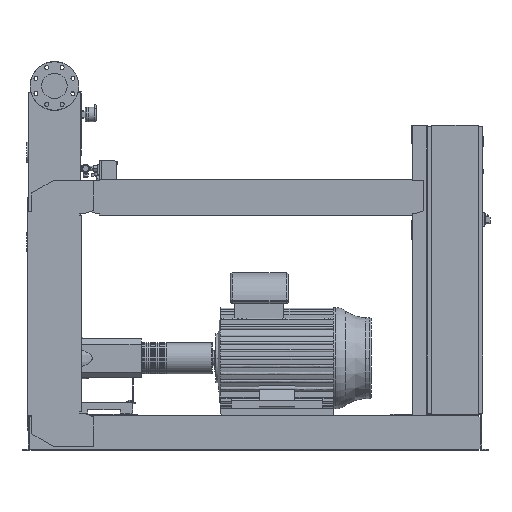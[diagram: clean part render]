
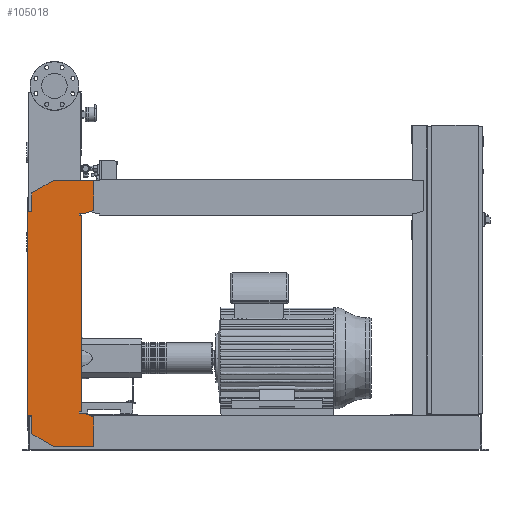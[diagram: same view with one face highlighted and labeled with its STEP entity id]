
A CAD part, front view. The second image highlights one B-rep face of the part: STEP entity #105018.
In plain terms, the highlighted free-form (B-spline) face has degree [1, 1] with [2, 2] control points.
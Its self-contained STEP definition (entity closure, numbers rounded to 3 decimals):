
#104503=CARTESIAN_POINT('',(-102.0,-322.5,1076.0));
#104504=VERTEX_POINT('',#104503);
#104511=CARTESIAN_POINT('',(-102.0,-322.5,1158.574));
#104512=VERTEX_POINT('',#104511);
#104513=CARTESIAN_POINT('',(-102.0,-322.5,1076.0));
#104514=DIRECTION('',(0.0,0.0,1.0));
#104515=VECTOR('',#104514,82.574);
#104516=LINE('',#104513,#104515);
#104517=EDGE_CURVE('',#104504,#104512,#104516,.T.);
#104535=CARTESIAN_POINT('',(-6.,-322.5,1214.0));
#104536=VERTEX_POINT('',#104535);
#104537=CARTESIAN_POINT('',(-102.0,-322.5,1158.574));
#104538=DIRECTION('',(0.866,0.0,0.5));
#104539=VECTOR('',#104538,110.851);
#104540=LINE('',#104537,#104539);
#104541=EDGE_CURVE('',#104512,#104536,#104540,.T.);
#104559=CARTESIAN_POINT('',(177.0,-322.5,1214.0));
#104560=VERTEX_POINT('',#104559);
#104561=CARTESIAN_POINT('',(-6.,-322.5,1214.0));
#104562=DIRECTION('',(1.0,0.0,0.0));
#104563=VECTOR('',#104562,183.0);
#104564=LINE('',#104561,#104563);
#104565=EDGE_CURVE('',#104536,#104560,#104564,.T.);
#104583=CARTESIAN_POINT('',(177.0,-322.5,1080.379));
#104584=VERTEX_POINT('',#104583);
#104585=CARTESIAN_POINT('',(177.0,-322.5,1214.0));
#104586=DIRECTION('',(0.0,0.0,-1.0));
#104587=VECTOR('',#104586,133.621);
#104588=LINE('',#104585,#104587);
#104589=EDGE_CURVE('',#104560,#104584,#104588,.T.);
#104607=CARTESIAN_POINT('',(132.,-322.5,1064.0));
#104608=VERTEX_POINT('',#104607);
#104609=CARTESIAN_POINT('',(177.0,-322.5,1080.379));
#104610=DIRECTION('',(-0.94,0.0,-0.342));
#104611=VECTOR('',#104610,47.888);
#104612=LINE('',#104609,#104611);
#104613=EDGE_CURVE('',#104584,#104608,#104612,.T.);
#104631=CARTESIAN_POINT('',(112.0,-322.5,1064.0));
#104632=VERTEX_POINT('',#104631);
#104633=CARTESIAN_POINT('',(132.,-322.5,1064.0));
#104634=DIRECTION('',(-1.0,0.0,0.0));
#104635=VECTOR('',#104634,20.);
#104636=LINE('',#104633,#104635);
#104637=EDGE_CURVE('',#104608,#104632,#104636,.T.);
#104655=CARTESIAN_POINT('',(112.0,-322.5,1056.0));
#104656=VERTEX_POINT('',#104655);
#104657=CARTESIAN_POINT('',(112.0,-322.5,1064.0));
#104658=DIRECTION('',(0.0,0.0,-1.0));
#104659=VECTOR('',#104658,8.0);
#104660=LINE('',#104657,#104659);
#104661=EDGE_CURVE('',#104632,#104656,#104660,.T.);
#104679=CARTESIAN_POINT('',(120.,-322.5,1056.0));
#104680=VERTEX_POINT('',#104679);
#104681=CARTESIAN_POINT('',(112.0,-322.5,1056.0));
#104682=DIRECTION('',(1.0,0.0,0.0));
#104683=VECTOR('',#104682,8.);
#104684=LINE('',#104681,#104683);
#104685=EDGE_CURVE('',#104656,#104680,#104684,.T.);
#104703=CARTESIAN_POINT('',(120.,-322.5,176.));
#104704=VERTEX_POINT('',#104703);
#104715=CARTESIAN_POINT('',(120.,-322.5,1056.0));
#104716=DIRECTION('',(0.0,0.0,-1.0));
#104717=VECTOR('',#104716,880.);
#104718=LINE('',#104715,#104717);
#104719=EDGE_CURVE('',#104680,#104704,#104718,.T.);
#104733=CARTESIAN_POINT('',(112.,-322.5,176.));
#104734=VERTEX_POINT('',#104733);
#104735=CARTESIAN_POINT('',(120.,-322.5,176.));
#104736=DIRECTION('',(-1.0,0.0,0.0));
#104737=VECTOR('',#104736,8.);
#104738=LINE('',#104735,#104737);
#104739=EDGE_CURVE('',#104704,#104734,#104738,.T.);
#104757=CARTESIAN_POINT('',(112.,-322.5,168.));
#104758=VERTEX_POINT('',#104757);
#104759=CARTESIAN_POINT('',(112.,-322.5,176.));
#104760=DIRECTION('',(0.0,0.0,-1.0));
#104761=VECTOR('',#104760,8.0);
#104762=LINE('',#104759,#104761);
#104763=EDGE_CURVE('',#104734,#104758,#104762,.T.);
#104781=CARTESIAN_POINT('',(132.,-322.5,168.));
#104782=VERTEX_POINT('',#104781);
#104783=CARTESIAN_POINT('',(112.,-322.5,168.));
#104784=DIRECTION('',(1.0,0.0,0.0));
#104785=VECTOR('',#104784,20.0);
#104786=LINE('',#104783,#104785);
#104787=EDGE_CURVE('',#104758,#104782,#104786,.T.);
#104805=CARTESIAN_POINT('',(177.,-322.5,151.621));
#104806=VERTEX_POINT('',#104805);
#104807=CARTESIAN_POINT('',(132.,-322.5,168.));
#104808=DIRECTION('',(0.94,0.0,-0.342));
#104809=VECTOR('',#104808,47.888);
#104810=LINE('',#104807,#104809);
#104811=EDGE_CURVE('',#104782,#104806,#104810,.T.);
#104829=CARTESIAN_POINT('',(177.,-322.5,18.0));
#104830=VERTEX_POINT('',#104829);
#104831=CARTESIAN_POINT('',(177.,-322.5,151.621));
#104832=DIRECTION('',(0.0,0.0,-1.0));
#104833=VECTOR('',#104832,133.621);
#104834=LINE('',#104831,#104833);
#104835=EDGE_CURVE('',#104806,#104830,#104834,.T.);
#104853=CARTESIAN_POINT('',(-4.,-322.5,18.0));
#104854=VERTEX_POINT('',#104853);
#104855=CARTESIAN_POINT('',(177.,-322.5,18.0));
#104856=DIRECTION('',(-1.0,0.0,0.0));
#104857=VECTOR('',#104856,181.);
#104858=LINE('',#104855,#104857);
#104859=EDGE_CURVE('',#104830,#104854,#104858,.T.);
#104877=CARTESIAN_POINT('',(-102.,-322.5,74.58));
#104878=VERTEX_POINT('',#104877);
#104879=CARTESIAN_POINT('',(-4.,-322.5,18.0));
#104880=DIRECTION('',(-0.866,0.,0.5));
#104881=VECTOR('',#104880,113.161);
#104882=LINE('',#104879,#104881);
#104883=EDGE_CURVE('',#104854,#104878,#104882,.T.);
#104901=CARTESIAN_POINT('',(-102.,-322.5,156.0));
#104902=VERTEX_POINT('',#104901);
#104903=CARTESIAN_POINT('',(-102.,-322.5,74.58));
#104904=DIRECTION('',(0.0,0.0,1.0));
#104905=VECTOR('',#104904,81.42);
#104906=LINE('',#104903,#104905);
#104907=EDGE_CURVE('',#104878,#104902,#104906,.T.);
#104925=CARTESIAN_POINT('',(-122.,-322.5,156.0));
#104926=VERTEX_POINT('',#104925);
#104927=CARTESIAN_POINT('',(-102.,-322.5,156.0));
#104928=DIRECTION('',(-1.0,0.0,0.0));
#104929=VECTOR('',#104928,20.0);
#104930=LINE('',#104927,#104929);
#104931=EDGE_CURVE('',#104902,#104926,#104930,.T.);
#104949=CARTESIAN_POINT('',(-122.0,-322.5,1076.0));
#104950=VERTEX_POINT('',#104949);
#104963=CARTESIAN_POINT('',(-122.,-322.5,156.0));
#104964=DIRECTION('',(0.0,0.0,1.0));
#104965=VECTOR('',#104964,920.0);
#104966=LINE('',#104963,#104965);
#104967=EDGE_CURVE('',#104926,#104950,#104966,.T.);
#104981=CARTESIAN_POINT('',(-122.0,-322.5,1076.0));
#104982=DIRECTION('',(1.0,0.0,0.0));
#104983=VECTOR('',#104982,20.0);
#104984=LINE('',#104981,#104983);
#104985=EDGE_CURVE('',#104950,#104504,#104984,.T.);
#104991=CARTESIAN_POINT('',(-122.,-322.5,18.0));
#104992=CARTESIAN_POINT('',(177.0,-322.5,18.0));
#104993=CARTESIAN_POINT('',(-122.,-322.5,1214.0));
#104994=CARTESIAN_POINT('',(177.0,-322.5,1214.0));
#104995=B_SPLINE_SURFACE_WITH_KNOTS('',1,1,((#104991,#104993),(#104992,#104994)),.UNSPECIFIED.,.F.,.F.,.U.,(2,2),(2,2),(0.0,299.),(0.0,1196.0),.UNSPECIFIED.);
#104996=ORIENTED_EDGE('',*,*,#104985,.F.);
#104997=ORIENTED_EDGE('',*,*,#104967,.F.);
#104998=ORIENTED_EDGE('',*,*,#104931,.F.);
#104999=ORIENTED_EDGE('',*,*,#104907,.F.);
#105000=ORIENTED_EDGE('',*,*,#104883,.F.);
#105001=ORIENTED_EDGE('',*,*,#104859,.F.);
#105002=ORIENTED_EDGE('',*,*,#104835,.F.);
#105003=ORIENTED_EDGE('',*,*,#104811,.F.);
#105004=ORIENTED_EDGE('',*,*,#104787,.F.);
#105005=ORIENTED_EDGE('',*,*,#104763,.F.);
#105006=ORIENTED_EDGE('',*,*,#104739,.F.);
#105007=ORIENTED_EDGE('',*,*,#104719,.F.);
#105008=ORIENTED_EDGE('',*,*,#104685,.F.);
#105009=ORIENTED_EDGE('',*,*,#104661,.F.);
#105010=ORIENTED_EDGE('',*,*,#104637,.F.);
#105011=ORIENTED_EDGE('',*,*,#104613,.F.);
#105012=ORIENTED_EDGE('',*,*,#104589,.F.);
#105013=ORIENTED_EDGE('',*,*,#104565,.F.);
#105014=ORIENTED_EDGE('',*,*,#104541,.F.);
#105015=ORIENTED_EDGE('',*,*,#104517,.F.);
#105016=EDGE_LOOP('',(#104996,#104997,#104998,#104999,#105000,#105001,#105002,#105003,#105004,#105005,#105006,#105007,#105008,#105009,#105010,#105011,#105012,#105013,#105014,#105015));
#105017=FACE_OUTER_BOUND('',#105016,.T.);
#105018=ADVANCED_FACE('',(#105017),#104995,.T.);
